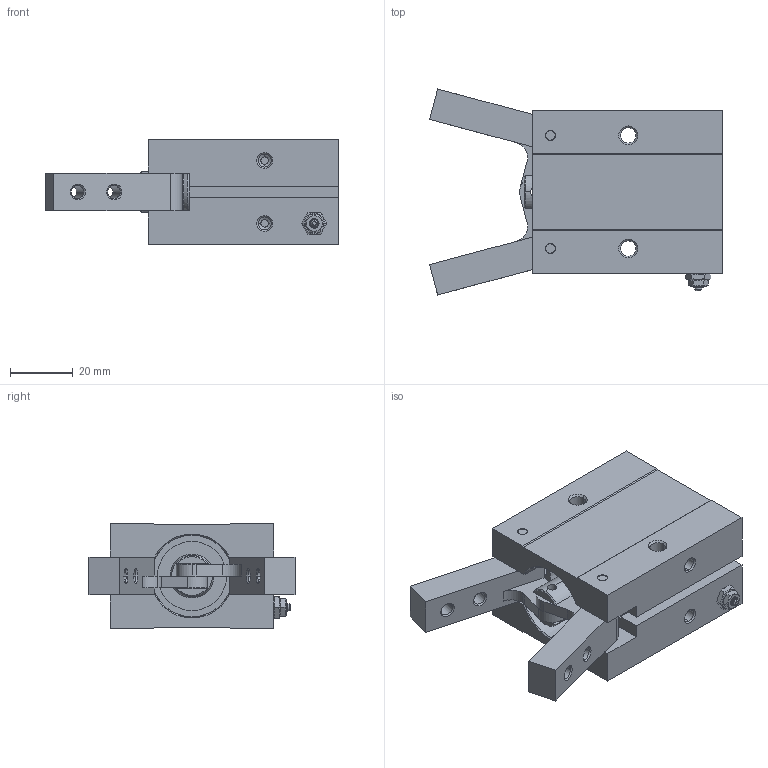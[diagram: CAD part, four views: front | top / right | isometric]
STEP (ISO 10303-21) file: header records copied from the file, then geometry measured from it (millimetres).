
FILE_DESCRIPTION (( 'STEP AP214' ), '1' );
FILE_NAME ('KA25MD-M.step', '2017-07-18T19:58:04', ( '' ), ( '' ), 'SwSTEP 2.0', 'SolidWorks 2017', '' );
FILE_SCHEMA (( 'AUTOMOTIVE_DESIGN' ));
Length unit declared in the file: millimetre
Products named in the file (5): KA25MD-M-3; KA25MD-M-2; KA25MD-M-1; KA25MD-M; KA25MD-M-4
Assembly tree (4 placements, depth 2):
  KA25MD-M
    KA25MD-M-1
    KA25MD-M-2
    KA25MD-M-3
    KA25MD-M-4
Bounding box: 93.28 x 65.59 x 33.5 mm (x, y, z)
Volume: 91948.5 mm3; surface area: 32832.8 mm2
Topology: 4 solids, 4 shells, 273 faces, 668 edges, 424 vertices
Faces by surface type: plane 105, cylinder 90, cone 76, bspline 2
Entity records: 8538 total; most frequent: CARTESIAN_POINT 1686, DIRECTION 1466, ORIENTED_EDGE 1336, EDGE_CURVE 668, AXIS2_PLACEMENT_3D 560, VERTEX_POINT 424, LINE 346, VECTOR 346
